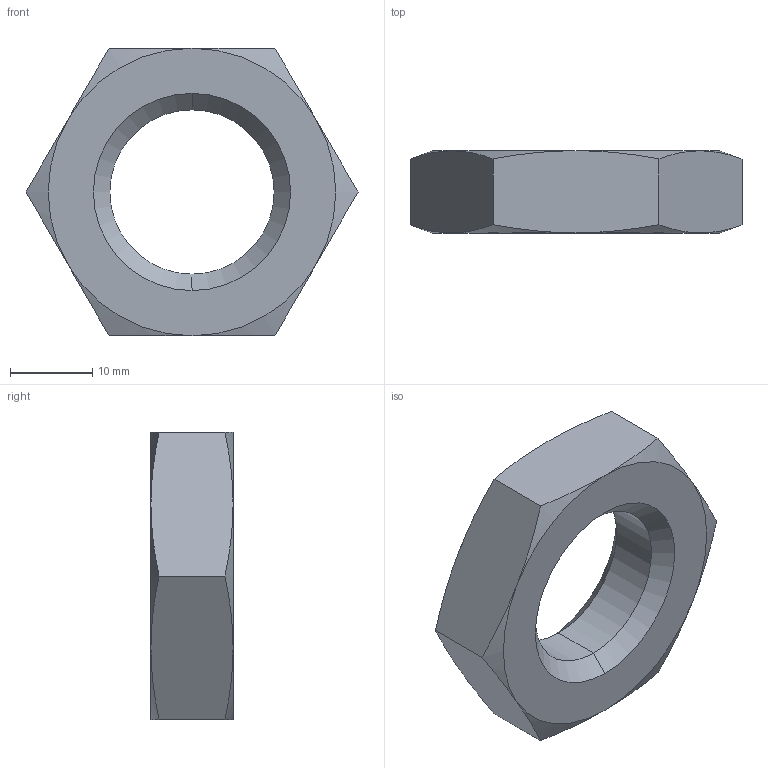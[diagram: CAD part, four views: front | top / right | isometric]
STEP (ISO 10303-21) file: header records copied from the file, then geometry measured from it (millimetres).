
FILE_DESCRIPTION(('produced by SPATIAL CORP'),'2;1');
FILE_NAME( 'hex_nut.prt.hh.sat.stp', '2002-04-19T14:12:56+00:00',('SPATIAL CORP'),('SPATIAL CORP'), 'ACIS STEP Husk','http://www.spatial.com','SPATIAL CORP');
FILE_SCHEMA(('CONFIG_CONTROL_DESIGN'));
Length unit declared in the file: millimetre
Products named in the file (1): PRODUCT_ID_1
Bounding box: 40.41 x 10 x 35 mm (x, y, z)
Volume: 7140.5 mm3; surface area: 3128.1 mm2
Topology: 1 solids, 1 shells, 26 faces, 56 edges, 32 vertices
Faces by surface type: cone 16, plane 8, cylinder 2
Entity records: 877 total; most frequent: CARTESIAN_POINT 282, ORIENTED_EDGE 112, DIRECTION 104, EDGE_CURVE 56, AXIS2_PLACEMENT_3D 46, VERTEX_POINT 32, EDGE_LOOP 28, FACE_BOUND 28
